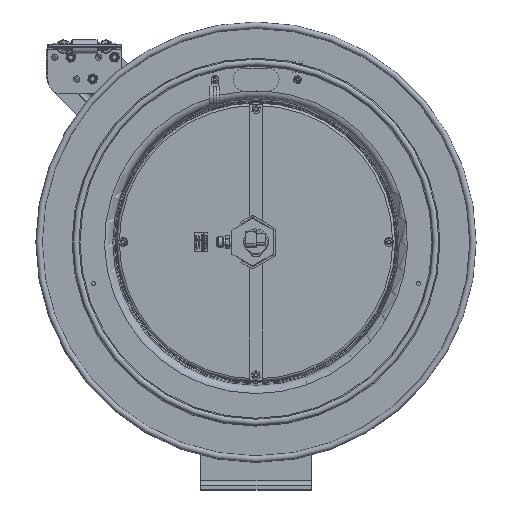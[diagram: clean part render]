
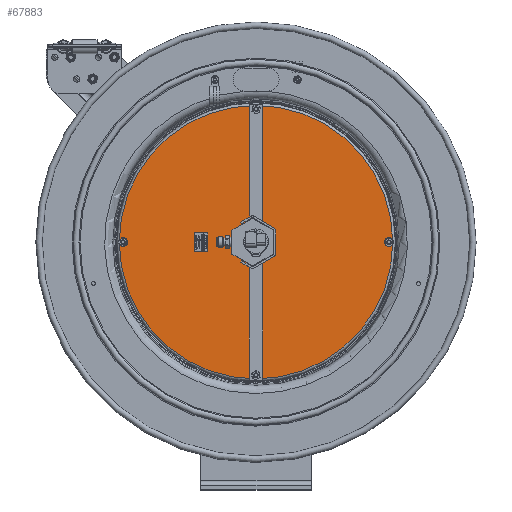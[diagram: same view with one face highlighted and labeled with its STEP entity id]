
A CAD part, top view. The second image highlights one B-rep face of the part: STEP entity #67883.
In plain terms, the highlighted planar face has unit normal (0, 0, 1).
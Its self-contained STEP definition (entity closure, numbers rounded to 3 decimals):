
#3473=FACE_BOUND('',#8032,.T.);
#3474=FACE_BOUND('',#8033,.T.);
#3475=FACE_BOUND('',#8034,.T.);
#3476=FACE_BOUND('',#8035,.T.);
#3477=FACE_BOUND('',#8036,.T.);
#3918=PLANE('',#70999);
#5320=FACE_OUTER_BOUND('',#8031,.T.);
#8031=EDGE_LOOP('',(#47911));
#8032=EDGE_LOOP('',(#47912));
#8033=EDGE_LOOP('',(#47913));
#8034=EDGE_LOOP('',(#47914));
#8035=EDGE_LOOP('',(#47915));
#8036=EDGE_LOOP('',(#47916));
#24563=CIRCLE('',#71000,7.455);
#24564=CIRCLE('',#71001,0.655);
#24565=CIRCLE('',#71002,0.14);
#24566=CIRCLE('',#71003,0.14);
#24567=CIRCLE('',#71004,0.14);
#24568=CIRCLE('',#71005,0.14);
#27074=VERTEX_POINT('',#92097);
#27075=VERTEX_POINT('',#92099);
#27076=VERTEX_POINT('',#92101);
#27077=VERTEX_POINT('',#92103);
#27078=VERTEX_POINT('',#92105);
#27079=VERTEX_POINT('',#92107);
#36005=EDGE_CURVE('',#27074,#27074,#24563,.T.);
#36006=EDGE_CURVE('',#27075,#27075,#24564,.T.);
#36007=EDGE_CURVE('',#27076,#27076,#24565,.T.);
#36008=EDGE_CURVE('',#27077,#27077,#24566,.T.);
#36009=EDGE_CURVE('',#27078,#27078,#24567,.T.);
#36010=EDGE_CURVE('',#27079,#27079,#24568,.T.);
#47911=ORIENTED_EDGE('',*,*,#36005,.F.);
#47912=ORIENTED_EDGE('',*,*,#36006,.T.);
#47913=ORIENTED_EDGE('',*,*,#36007,.T.);
#47914=ORIENTED_EDGE('',*,*,#36008,.T.);
#47915=ORIENTED_EDGE('',*,*,#36009,.T.);
#47916=ORIENTED_EDGE('',*,*,#36010,.T.);
#67883=ADVANCED_FACE('',(#5320,#3473,#3474,#3475,#3476,#3477),#3918,.T.);
#70999=AXIS2_PLACEMENT_3D('',#92096,#76006,#76007);
#71000=AXIS2_PLACEMENT_3D('',#92098,#76008,#76009);
#71001=AXIS2_PLACEMENT_3D('',#92100,#76010,#76011);
#71002=AXIS2_PLACEMENT_3D('',#92102,#76012,#76013);
#71003=AXIS2_PLACEMENT_3D('',#92104,#76014,#76015);
#71004=AXIS2_PLACEMENT_3D('',#92106,#76016,#76017);
#71005=AXIS2_PLACEMENT_3D('',#92108,#76018,#76019);
#76006=DIRECTION('center_axis',(0.,0.,
1.));
#76007=DIRECTION('ref_axis',(0.001,1.,0.));
#76008=DIRECTION('center_axis',(0.,0.,
-1.));
#76009=DIRECTION('ref_axis',(0.001,1.,0.));
#76010=DIRECTION('center_axis',(0.,0.,
-1.));
#76011=DIRECTION('ref_axis',(-0.001,-1.,0.));
#76012=DIRECTION('center_axis',(0.,0.,
-1.));
#76013=DIRECTION('ref_axis',(0.001,1.,0.));
#76014=DIRECTION('center_axis',(0.,0.,
-1.));
#76015=DIRECTION('ref_axis',(0.001,1.,0.));
#76016=DIRECTION('center_axis',(0.,0.,
-1.));
#76017=DIRECTION('ref_axis',(0.001,1.,0.));
#76018=DIRECTION('center_axis',(0.,0.,
-1.));
#76019=DIRECTION('ref_axis',(0.001,1.,0.));
#92096=CARTESIAN_POINT('Origin',(0.,-0.01,
4.685));
#92097=CARTESIAN_POINT('',(-0.006,-7.465,4.685));
#92098=CARTESIAN_POINT('Origin',(0.,-0.01,
4.685));
#92099=CARTESIAN_POINT('',(0.001,0.645,4.685));
#92100=CARTESIAN_POINT('Origin',(0.,-0.01,
4.685));
#92101=CARTESIAN_POINT('',(0.006,7.38,4.685));
#92102=CARTESIAN_POINT('Origin',(0.006,7.24,4.685));
#92103=CARTESIAN_POINT('',(7.25,0.124,4.685));
#92104=CARTESIAN_POINT('Origin',(7.25,-0.016,4.685));
#92105=CARTESIAN_POINT('',(-7.25,0.136,4.685));
#92106=CARTESIAN_POINT('Origin',(-7.25,-0.004,
4.685));
#92107=CARTESIAN_POINT('',(-0.006,-7.12,4.685));
#92108=CARTESIAN_POINT('Origin',(-0.006,-7.26,4.685));
